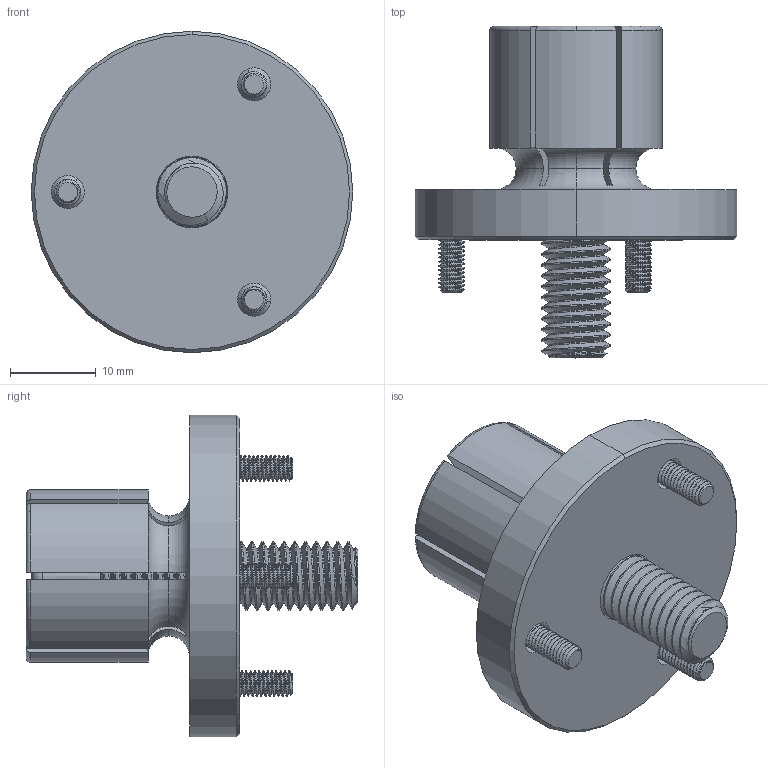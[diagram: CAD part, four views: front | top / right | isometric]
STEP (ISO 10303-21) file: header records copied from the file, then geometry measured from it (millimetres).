
FILE_DESCRIPTION (( 'STEP AP203' ), '1' );
FILE_NAME ('38150.STEP', '2016-06-23T16:11:41', ( 'tkrafton' ), ( 'Microsoft' ), 'SwSTEP 2.0', 'SolidWorks 2016', '' );
FILE_SCHEMA (( 'CONFIG_CONTROL_DESIGN' ));
Length unit declared in the file: inch
Products named in the file (4): 131150_131150; M340MM FHCS_M340MM FHCS; 38020_38020; 38150
Assembly tree (5 placements, depth 2):
  38150
    131150_131150
    M340MM FHCS_M340MM FHCS  x3
    38020_38020
Bounding box: 37.47 x 38.66 x 37.47 mm (x, y, z)
Volume: 11250.9 mm3; surface area: 8039.4 mm2
Topology: 5 solids, 5 shells, 502 faces, 1377 edges, 893 vertices
Faces by surface type: cylinder 331, plane 72, cone 65, torus 26, bspline 8
Entity records: 14722 total; most frequent: CARTESIAN_POINT 7158, ORIENTED_EDGE 1750, DIRECTION 1270, EDGE_CURVE 875, VERTEX_POINT 569, AXIS2_PLACEMENT_3D 487, EDGE_LOOP 332, ADVANCED_FACE 318
